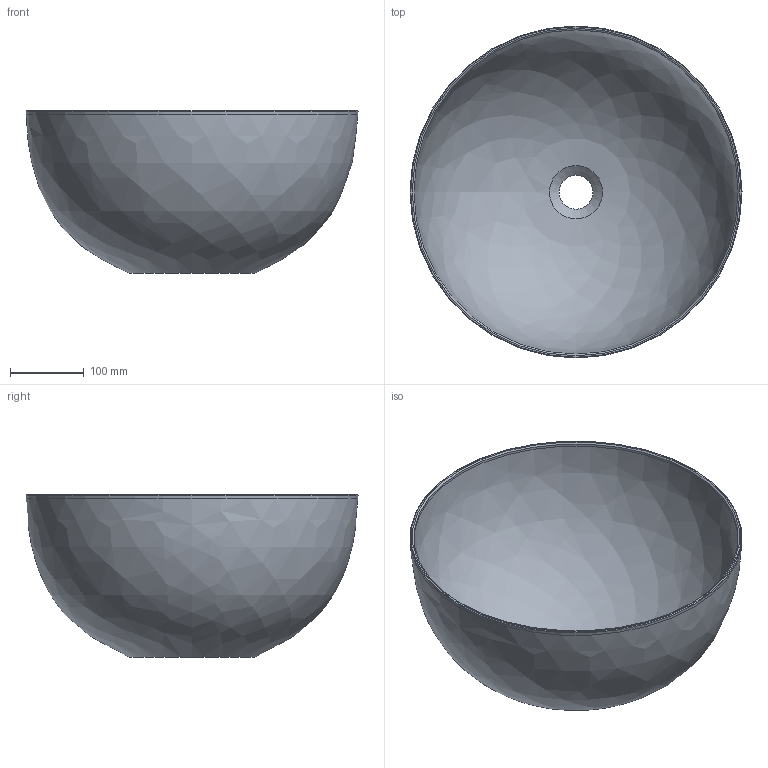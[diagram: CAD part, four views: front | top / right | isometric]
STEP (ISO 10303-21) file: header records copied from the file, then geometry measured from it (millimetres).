
FILE_DESCRIPTION(/* description */ (''),/* implementation_level */ '2;1');
FILE_NAME(/* name */ '17-110_M8008A.stp',/* time_stamp */ '2022-06-20T08:27:25+02:00',/* author */ (''),/* organization */ (''),/* preprocessor_version */ 'ST-DEVELOPER v18.101',/* originating_system */ 'SIEMENS PLM Software NX 2008',/* authorisation */ '');
FILE_SCHEMA (('AUTOMOTIVE_DESIGN { 1 0 10303 214 3 1 1 1 }'));
Length unit declared in the file: millimetre
Products named in the file (1): 17-110_M8008A_SSL ITALIA_NICOS_objects
Bounding box: 449.89 x 449.89 x 220 mm (x, y, z)
Volume: 4393379.2 mm3; surface area: 636920.8 mm2
Topology: 1 solids, 1 shells, 10 faces, 18 edges, 10 vertices
Faces by surface type: cone 3, plane 2, revolution 2, torus 2, cylinder 1
Full cylindrical faces by diameter (mm): 46 x1
Entity records: 250 total; most frequent: CARTESIAN_POINT 41, DIRECTION 40, FACE_BOUND 20, EDGE_LOOP 20, ORIENTED_EDGE 20, AXIS2_PLACEMENT_3D 19, ADVANCED_FACE 10, VERTEX_POINT 10
